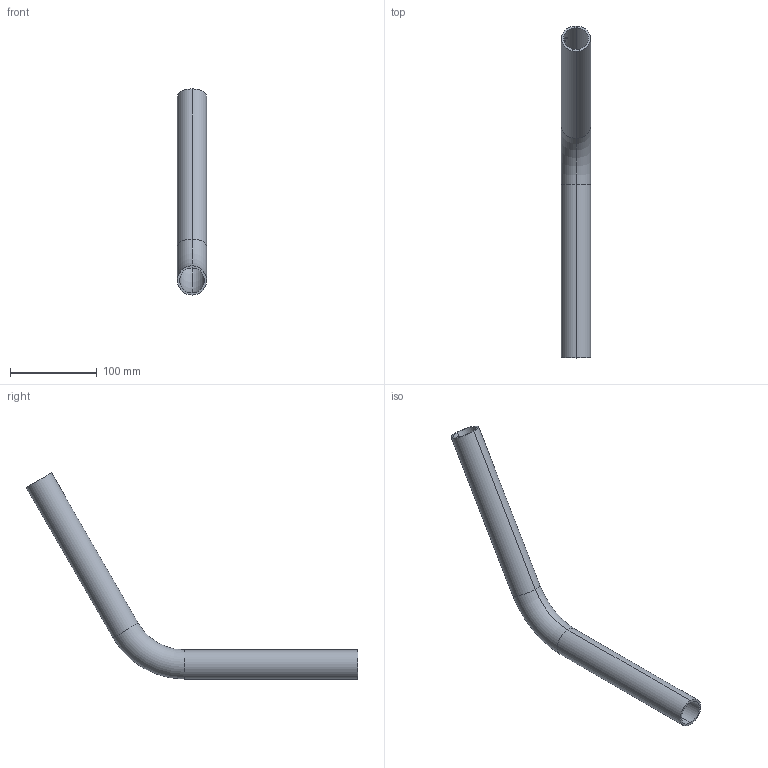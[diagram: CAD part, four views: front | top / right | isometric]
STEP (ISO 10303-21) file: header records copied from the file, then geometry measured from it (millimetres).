
FILE_DESCRIPTION (( 'STEP AP203' ), '1' );
FILE_NAME ('55121-060.STEP', '2016-12-06T08:48:14', ( '' ), ( '' ), 'SwSTEP 2.0', 'SolidWorks 2015', '' );
FILE_SCHEMA (( 'CONFIG_CONTROL_DESIGN' ));
Length unit declared in the file: millimetre
Products named in the file (1): 55121-060
Bounding box: 33.7 x 382.14 x 237.48 mm (x, y, z)
Volume: 118032.6 mm3; surface area: 94927.3 mm2
Topology: 1 solids, 1 shells, 225 faces, 592 edges, 392 vertices
Faces by surface type: bspline 97, plane 93, cylinder 31, torus 4
Entity records: 11081 total; most frequent: CARTESIAN_POINT 6633, ORIENTED_EDGE 1184, EDGE_CURVE 592, DIRECTION 494, VERTEX_POINT 392, EDGE_LOOP 250, ADVANCED_FACE 225, FACE_OUTER_BOUND 225
